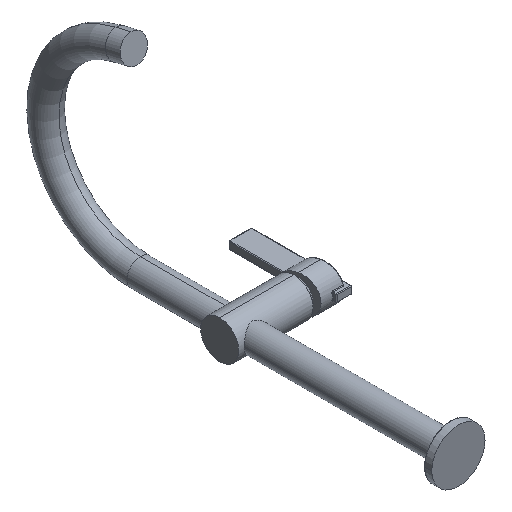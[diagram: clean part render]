
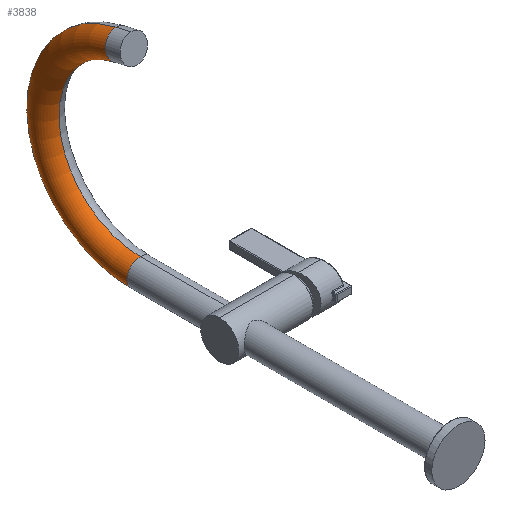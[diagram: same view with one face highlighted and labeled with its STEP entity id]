
A CAD part, isometric view. The second image highlights one B-rep face of the part: STEP entity #3838.
In plain terms, the highlighted toroidal (fillet/blend) face has major radius 78.958 mm and minor radius 11.113 mm.
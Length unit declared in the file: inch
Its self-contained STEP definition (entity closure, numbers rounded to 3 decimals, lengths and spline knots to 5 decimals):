
#1851=CARTESIAN_POINT('',(0.625,3.2324,0.));
#1852=DIRECTION('',(0.,1.,0.));
#1853=DIRECTION('',(0.,0.,-1.));
#1854=AXIS2_PLACEMENT_3D('',#1851,#1852,#1853);
#1859=CARTESIAN_POINT('',(0.625,3.2324,3.1086));
#1860=DIRECTION('',(1.,0.,0.));
#1861=DIRECTION('',(0.,0.,-1.));
#1862=AXIS2_PLACEMENT_3D('',#1859,#1860,#1861);
#1875=CARTESIAN_POINT('',(0.625,3.2324,3.1086));
#1876=DIRECTION('',(1.,0.,0.));
#1877=DIRECTION('',(0.,0.,-1.));
#1878=AXIS2_PLACEMENT_3D('',#1875,#1876,#1877);
#1898=CARTESIAN_POINT('',(0.625,3.93168,6.13752));
#1899=DIRECTION('',(0.,-0.974,0.225));
#1900=DIRECTION('',(0.,0.225,0.974));
#1901=AXIS2_PLACEMENT_3D('',#1898,#1899,#1900);
#1939=CARTESIAN_POINT('',(0.625,3.2324,0.4375));
#1940=CARTESIAN_POINT('',(0.625,3.2324,-0.4375));
#1941=VERTEX_POINT('',#1939);
#1942=VERTEX_POINT('',#1940);
#1943=CARTESIAN_POINT('',(0.625,3.83327,5.71124));
#1944=CARTESIAN_POINT('',(0.625,4.0301,6.56381));
#1945=VERTEX_POINT('',#1943);
#1946=VERTEX_POINT('',#1944);
#3824=CARTESIAN_POINT('',(0.625,3.2324,3.1086));
#3825=DIRECTION('',(1.,0.,0.));
#3826=DIRECTION('',(0.,0.,1.));
#3827=AXIS2_PLACEMENT_3D('',#3824,#3825,#3826);
#3828=TOROIDAL_SURFACE('',#3827,3.1086,0.4375);
#3829=ORIENTED_EDGE('',*,*,#3818,.F.);
#3831=ORIENTED_EDGE('',*,*,#3830,.T.);
#3833=ORIENTED_EDGE('',*,*,#3832,.T.);
#3835=ORIENTED_EDGE('',*,*,#3834,.F.);
#3836=EDGE_LOOP('',(#3829,#3831,#3833,#3835));
#3837=FACE_OUTER_BOUND('',#3836,.F.);
#1855=CIRCLE('',#1854,0.4375);
#1863=CIRCLE('',#1862,3.5461);
#1879=CIRCLE('',#1878,2.6711);
#1902=CIRCLE('',#1901,0.4375);
#3818=EDGE_CURVE('',#1942,#1941,#1855,.T.);
#3830=EDGE_CURVE('',#1942,#1946,#1863,.T.);
#3832=EDGE_CURVE('',#1946,#1945,#1902,.T.);
#3834=EDGE_CURVE('',#1941,#1945,#1879,.T.);
#3838=ADVANCED_FACE('',(#3837),#3828,.T.);
